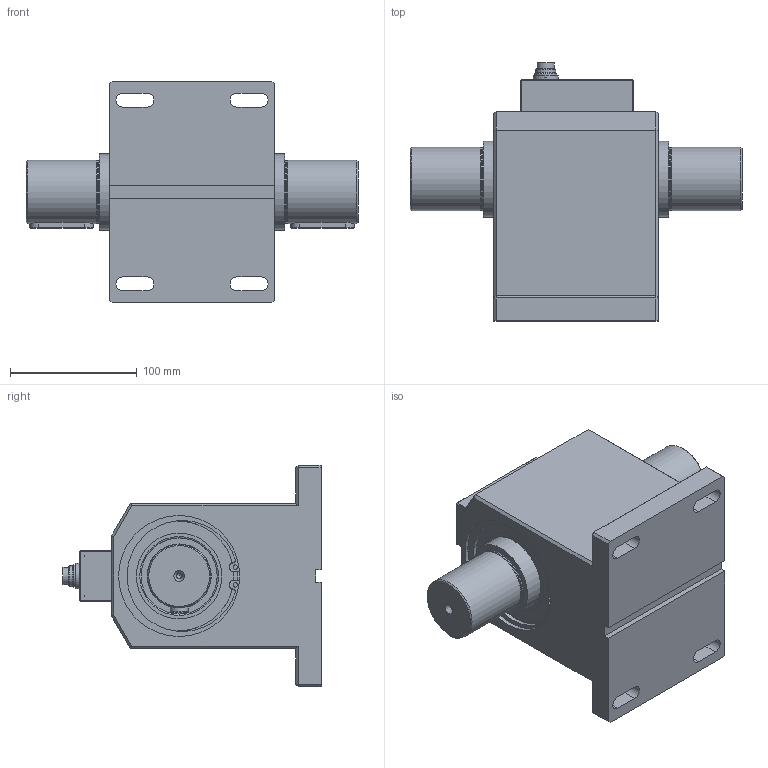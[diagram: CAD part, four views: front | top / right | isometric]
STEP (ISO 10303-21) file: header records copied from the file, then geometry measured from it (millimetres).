
FILE_DESCRIPTION( ( 'Unknown' ), '1' );
FILE_NAME( '2531-Z017_DOC-00078575.stp', 'Unknown', ( 'Unknown' ), ( 'Unknown' ), 'PSStep 17.0.49', 'Unknown', ' ' );
FILE_SCHEMA( ( 'AUTOMOTIVE_DESIGN { 1 0 10303 214 1 1 1 1 }' ) );
Length unit declared in the file: millimetre
Products named in the file (31): 2302-b01_doc-00051001; 2302-001_doc-00016103; DIN 625-T1-6012-2RS_60x95x18; Sicherungsring DIN 472-95x3-T1; Sicherungsring DIN 472-95x3-T1-oa0; 2247-b05_doc-00045639; 2247-003_doc-00016120; Zylinderschraube DIN 912-M3x25; Zylinderschraube DIN 912-M3x25-oa3; Zylinderschraube DIN 912-M3x25-oa4; Zylinderschraube DIN 912-M3x25-oa5; 2531-B013_DOC-00078571; DIN 625-T1-6012-2RS_60x95x18-oa1; 2301-015_DOC-00103667; Paßfeder A14x9x50 DIN 6885; Paßfeder A14x9x50 DIN 6885-oa2; Assem1; flanschstecker 12-polig serie 723; mutter_09-0323-89-06_DOC-00067592
Assembly tree (30 placements, depth 3):
  Assem1
    flanschstecker 12-polig serie 723
    mutter_09-0323-89-06_DOC-00067592
    2302-b01_doc-00051001
      2302-001_doc-00016103
      DIN 625-T1-6012-2RS_60x95x18
      DIN 625-T1-6012-2RS_60x95x18
      DIN 625-T1-6012-2RS_60x95x18
      DIN 625-T1-6012-2RS_60x95x18
      DIN 625-T1-6012-2RS_60x95x18
      DIN 625-T1-6012-2RS_60x95x18
      DIN 625-T1-6012-2RS_60x95x18
      Sicherungsring DIN 472-95x3-T1
      Sicherungsring DIN 472-95x3-T1-oa0
    2531-B013_DOC-00078571
      DIN 625-T1-6012-2RS_60x95x18-oa1
      DIN 625-T1-6012-2RS_60x95x18-oa1
      DIN 625-T1-6012-2RS_60x95x18-oa1
      DIN 625-T1-6012-2RS_60x95x18-oa1
      DIN 625-T1-6012-2RS_60x95x18-oa1
      DIN 625-T1-6012-2RS_60x95x18-oa1
      DIN 625-T1-6012-2RS_60x95x18-oa1
      2301-015_DOC-00103667
      Paßfeder A14x9x50 DIN 6885
      Paßfeder A14x9x50 DIN 6885-oa2
    2247-b05_doc-00045639
      2247-003_doc-00016120
      Zylinderschraube DIN 912-M3x25
      Zylinderschraube DIN 912-M3x25-oa3
      Zylinderschraube DIN 912-M3x25-oa4
      Zylinderschraube DIN 912-M3x25-oa5
Bounding box: 262 x 203.7 x 175 mm (x, y, z)
Volume: 2448508.7 mm3; surface area: 359109.9 mm2
Topology: 27 solids, 29 shells, 462 faces, 937 edges, 600 vertices
Faces by surface type: plane 238, cylinder 156, cone 38, torus 30
Full cylindrical faces by diameter (mm): 1 x24, 2.387 x4, 3 x8, 3.4 x4, 3.5 x4, 4 x2, 5.5 x4, 6 x4, 12 x1, 13.5 x1, 15 x1, 15.875 x1, 17.188 x1, 17.462 x1, 17.8 x1, 20 x2, 49.4 x2, 50 x2, 57 x1, 60 x4, 67.5 x4, 67.52 x4, 74.25 x4, 82.175 x4, 86.36 x4, 86.38 x4, 86.48 x4, 86.5 x4, 95 x3, 95.5 x2
Entity records: 15510 total; most frequent: CARTESIAN_POINT 2128, DIRECTION 2064, ORIENTED_EDGE 1452, AXIS2_PLACEMENT_3D 874, EDGE_LOOP 752, EDGE_CURVE 726, FACE_OUTER_BOUND 587, VERTEX_POINT 570
